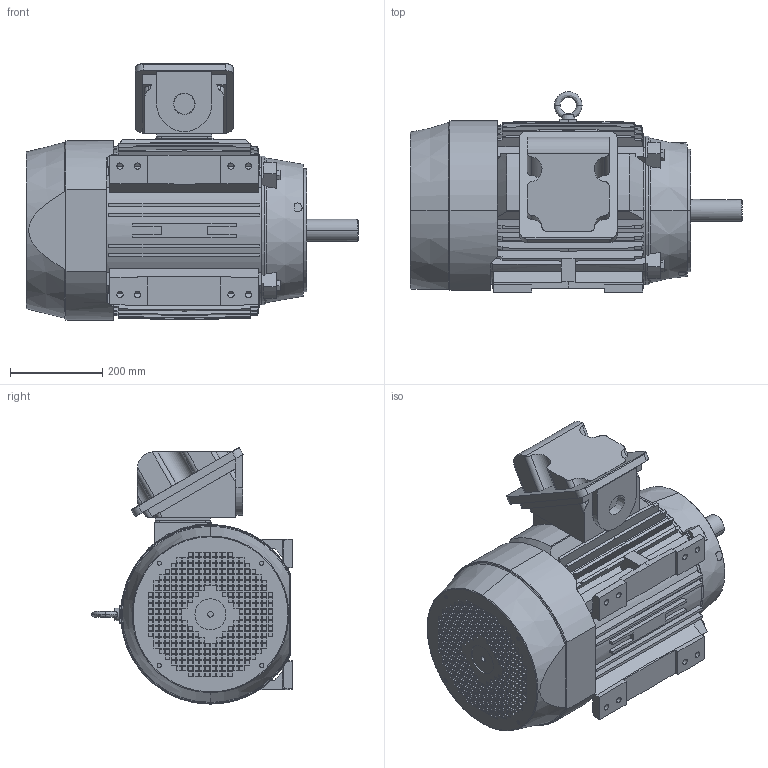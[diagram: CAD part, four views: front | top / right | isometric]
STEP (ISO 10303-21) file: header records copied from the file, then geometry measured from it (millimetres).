
FILE_DESCRIPTION (( 'STEP AP214' ), '1' );
FILE_NAME ('MDSLV005-05-F1-Bottom nc bod broke rep1.STEP', '2023-04-10T21:01:00', ( '' ), ( '' ), 'SwSTEP 2.0', 'SolidWorks 2021', '' );
FILE_SCHEMA (( 'AUTOMOTIVE_DESIGN' ));
Length unit declared in the file: inch
Products named in the file (1): MDSLV005-05-F1-Bottom nc bod broke rep1
Bounding box: 721.7 x 435.8 x 556.86 mm (x, y, z)
Volume: 68199833.3 mm3; surface area: 2516448.1 mm2
Topology: 13 solids, 13 shells, 2701 faces, 6696 edges, 4408 vertices
Faces by surface type: plane 2147, cylinder 272, cone 263, bspline 19
Entity records: 81110 total; most frequent: CARTESIAN_POINT 16845, ORIENTED_EDGE 13340, DIRECTION 12434, EDGE_CURVE 6670, VECTOR 5298, LINE 5298, VERTEX_POINT 4408, AXIS2_PLACEMENT_3D 3568
